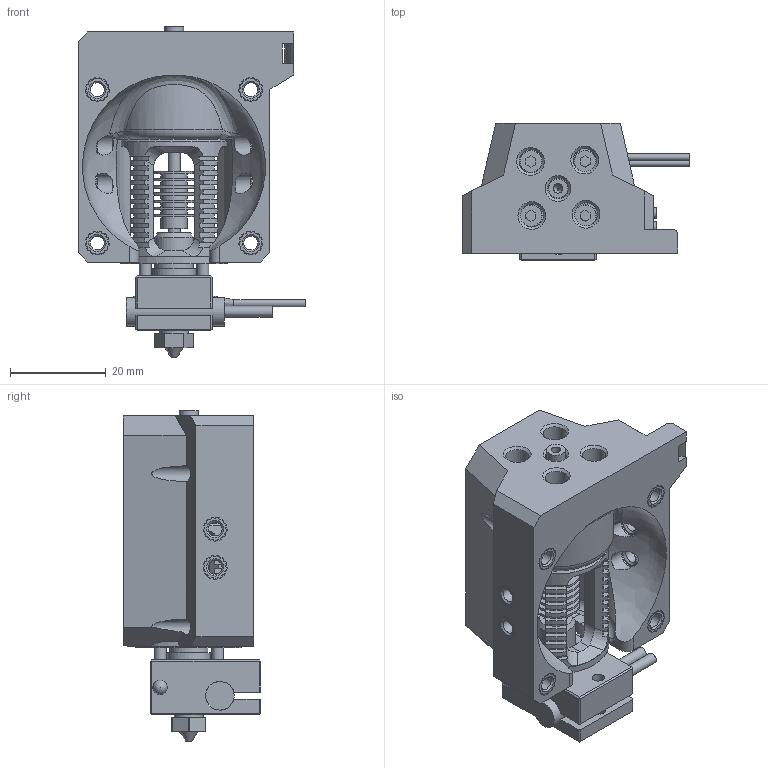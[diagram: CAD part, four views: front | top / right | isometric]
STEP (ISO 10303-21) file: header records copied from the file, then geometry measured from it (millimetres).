
FILE_DESCRIPTION(/* description */ (''),/* implementation_level */ '2;1');
FILE_NAME(/* name */ 'Dragon.step',/* time_stamp */ '2023-07-26T06:00:56-05:00',/* author */ (''),/* organization */ (''),/* preprocessor_version */ 'ST-DEVELOPER v20',/* originating_system */ 'Autodesk Translation Framework v12.9.0.99',/* authorisation */ '');
FILE_SCHEMA (('AUTOMOTIVE_DESIGN { 1 0 10303 214 3 1 1 }'));
Length unit declared in the file: millimetre
Products named in the file (19): Dragon V2; hotend_dragon_bmo; Dragon_hotend v1; Dragon hotend; Dragon hotend (1); Dragon hotend (2); Dragon hotend (3); Dragon hotend (4); Dragon hotend (5); Dragon hotend (6); Dragon hotend (7); Dragon hotend (8); Dragon hotend (9); DIN 912 M2.5 8 mm; Inserts; PN596; PTFE 24.5; PN972; PN971
Assembly tree (28 placements, depth 3):
  Dragon V2
    hotend_dragon_bmo
    Dragon_hotend v1
      Dragon hotend
      Dragon hotend (1)
      DIN 912 M2.5 8 mm  x4
      Dragon hotend (2)
      Dragon hotend (3)
      Dragon hotend (4)
      Dragon hotend (5)
      Dragon hotend (6)
      Dragon hotend (7)
      Dragon hotend (8)
      Dragon hotend (9)
    Inserts
      PN596  x8
    PTFE 24.5
    PN972
    PN971
Bounding box: 47.5 x 28.65 x 69 mm (x, y, z)
Volume: 32685.8 mm3; surface area: 22576.5 mm2
Topology: 29 solids, 29 shells, 1555 faces, 4214 edges, 2771 vertices
Faces by surface type: bspline 649, cylinder 455, plane 376, cone 63, torus 11, sphere 1
Full cylindrical faces by diameter (mm): 0.4 x1, 1.75 x4, 1.9 x2, 2 x1, 2.25 x2, 2.3 x4, 2.5 x21, 2.6 x6, 2.9 x8, 3 x2, 3.2 x1, 3.3 x4, 4 x1, 4.1 x1, 4.2 x8, 4.25 x8, 4.35 x1, 4.6 x8, 4.68 x4, 4.7 x8, 4.8 x4, 5 x1, 5.5 x7, 5.95 x1, 6 x2, 8 x2, 9 x1, 10 x6, 12 x1, 22 x1
Entity records: 26402 total; most frequent: CARTESIAN_POINT 9004, ORIENTED_EDGE 3598, DIRECTION 3385, EDGE_CURVE 1799, AXIS2_PLACEMENT_3D 1301, VERTEX_POINT 1171, EDGE_LOOP 786, LINE 783
